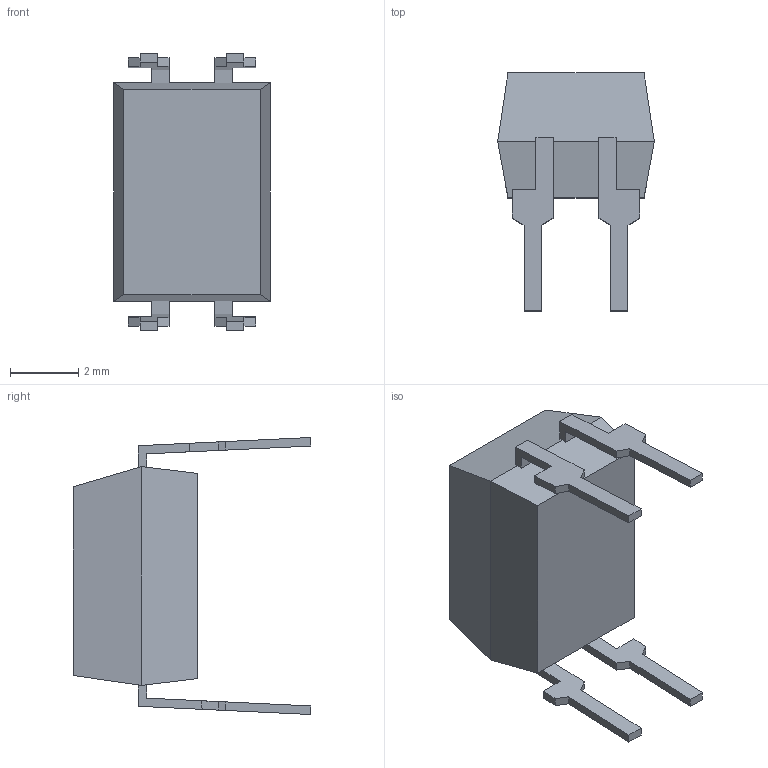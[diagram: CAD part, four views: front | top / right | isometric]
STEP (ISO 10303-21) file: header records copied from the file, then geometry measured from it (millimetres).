
FILE_DESCRIPTION (( 'STEP AP214' ), '1' );
FILE_NAME ('G3VM_61A1.STEP', '2020-02-24T10:47:42', ( '' ), ( '' ), 'SwSTEP 2.0', 'SolidWorks 2019', '' );
FILE_SCHEMA (( 'AUTOMOTIVE_DESIGN' ));
Length unit declared in the file: millimetre
Products named in the file (2): G3VM_61A1
Assembly tree (1 placements, depth 2):
  G3VM_61A1
    G3VM_61A1
Bounding box: 4.58 x 6.95 x 8.1 mm (x, y, z)
Volume: 98.1 mm3; surface area: 160.8 mm2
Topology: 1 solids, 1 shells, 65 faces, 182 edges, 120 vertices
Faces by surface type: plane 63, cylinder 2
Entity records: 2257 total; most frequent: CARTESIAN_POINT 371, ORIENTED_EDGE 364, DIRECTION 324, EDGE_CURVE 182, LINE 178, VECTOR 178, VERTEX_POINT 120, AXIS2_PLACEMENT_3D 73
